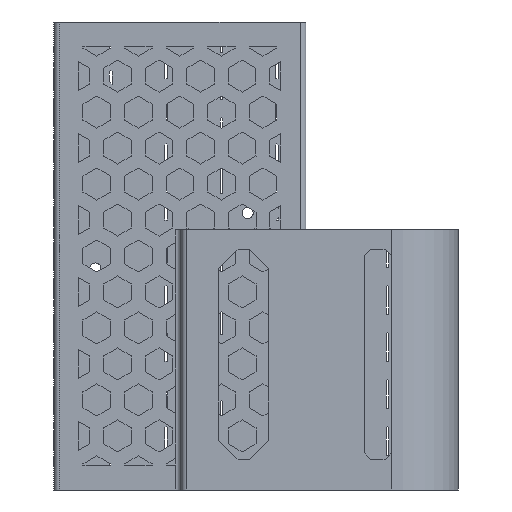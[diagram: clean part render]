
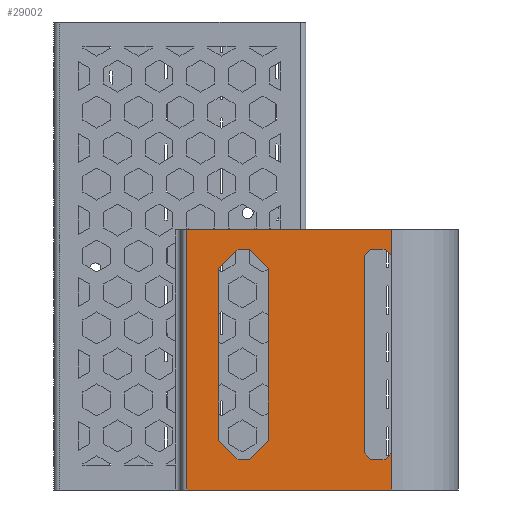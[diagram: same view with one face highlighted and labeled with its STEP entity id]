
A CAD part, front view. The second image highlights one B-rep face of the part: STEP entity #29002.
In plain terms, the highlighted planar face has unit normal (0, -1, 0).
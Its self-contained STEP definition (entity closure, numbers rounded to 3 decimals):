
#231=FACE_BOUND('',#3223,.T.);
#1644=FACE_OUTER_BOUND('',#3222,.T.);
#3222=EDGE_LOOP('',(#24000,#24001,#24002,#24003,#24004,#24005,#24006,#24007,
#24008,#24009,#24010,#24011));
#3223=EDGE_LOOP('',(#24012,#24013,#24014,#24015,#24016,#24017,#24018,#24019));
#3776=LINE('',#37641,#7772);
#7187=LINE('',#44541,#11183);
#7188=LINE('',#44544,#11184);
#7189=LINE('',#44546,#11185);
#7190=LINE('',#44548,#11186);
#7191=LINE('',#44550,#11187);
#7192=LINE('',#44552,#11188);
#7193=LINE('',#44554,#11189);
#7194=LINE('',#44556,#11190);
#7195=LINE('',#44558,#11191);
#7196=LINE('',#44560,#11192);
#7197=LINE('',#44561,#11193);
#7198=LINE('',#44564,#11194);
#7199=LINE('',#44566,#11195);
#7200=LINE('',#44568,#11196);
#7201=LINE('',#44570,#11197);
#7202=LINE('',#44572,#11198);
#7203=LINE('',#44574,#11199);
#7204=LINE('',#44576,#11200);
#7205=LINE('',#44577,#11201);
#7772=VECTOR('',#30771,10.);
#11183=VECTOR('',#36416,10.);
#11184=VECTOR('',#36419,10.);
#11185=VECTOR('',#36420,10.);
#11186=VECTOR('',#36421,10.);
#11187=VECTOR('',#36422,10.);
#11188=VECTOR('',#36423,10.);
#11189=VECTOR('',#36424,10.);
#11190=VECTOR('',#36425,10.);
#11191=VECTOR('',#36426,10.);
#11192=VECTOR('',#36427,10.);
#11193=VECTOR('',#36428,10.);
#11194=VECTOR('',#36429,10.);
#11195=VECTOR('',#36430,10.);
#11196=VECTOR('',#36431,10.);
#11197=VECTOR('',#36432,10.);
#11198=VECTOR('',#36433,10.);
#11199=VECTOR('',#36434,10.);
#11200=VECTOR('',#36435,10.);
#11201=VECTOR('',#36436,10.);
#11771=VERTEX_POINT('',#37638);
#11772=VERTEX_POINT('',#37640);
#14144=VERTEX_POINT('',#44539);
#14145=VERTEX_POINT('',#44543);
#14146=VERTEX_POINT('',#44545);
#14147=VERTEX_POINT('',#44547);
#14148=VERTEX_POINT('',#44549);
#14149=VERTEX_POINT('',#44551);
#14150=VERTEX_POINT('',#44553);
#14151=VERTEX_POINT('',#44555);
#14152=VERTEX_POINT('',#44557);
#14153=VERTEX_POINT('',#44559);
#14154=VERTEX_POINT('',#44562);
#14155=VERTEX_POINT('',#44563);
#14156=VERTEX_POINT('',#44565);
#14157=VERTEX_POINT('',#44567);
#14158=VERTEX_POINT('',#44569);
#14159=VERTEX_POINT('',#44571);
#14160=VERTEX_POINT('',#44573);
#14161=VERTEX_POINT('',#44575);
#14444=EDGE_CURVE('',#11771,#11772,#3776,.T.);
#17893=EDGE_CURVE('',#14144,#11771,#7187,.T.);
#17894=EDGE_CURVE('',#14145,#14144,#7188,.T.);
#17895=EDGE_CURVE('',#14145,#14146,#7189,.T.);
#17896=EDGE_CURVE('',#14146,#14147,#7190,.F.);
#17897=EDGE_CURVE('',#14147,#14148,#7191,.T.);
#17898=EDGE_CURVE('',#14149,#14148,#7192,.T.);
#17899=EDGE_CURVE('',#14149,#14150,#7193,.T.);
#17900=EDGE_CURVE('',#14151,#14150,#7194,.T.);
#17901=EDGE_CURVE('',#14151,#14152,#7195,.T.);
#17902=EDGE_CURVE('',#14153,#14152,#7196,.T.);
#17903=EDGE_CURVE('',#14153,#11772,#7197,.T.);
#17904=EDGE_CURVE('',#14154,#14155,#7198,.T.);
#17905=EDGE_CURVE('',#14156,#14155,#7199,.T.);
#17906=EDGE_CURVE('',#14156,#14157,#7200,.T.);
#17907=EDGE_CURVE('',#14158,#14157,#7201,.T.);
#17908=EDGE_CURVE('',#14158,#14159,#7202,.T.);
#17909=EDGE_CURVE('',#14160,#14159,#7203,.T.);
#17910=EDGE_CURVE('',#14160,#14161,#7204,.T.);
#17911=EDGE_CURVE('',#14154,#14161,#7205,.T.);
#24000=ORIENTED_EDGE('',*,*,#17893,.F.);
#24001=ORIENTED_EDGE('',*,*,#17894,.F.);
#24002=ORIENTED_EDGE('',*,*,#17895,.T.);
#24003=ORIENTED_EDGE('',*,*,#17896,.T.);
#24004=ORIENTED_EDGE('',*,*,#17897,.T.);
#24005=ORIENTED_EDGE('',*,*,#17898,.F.);
#24006=ORIENTED_EDGE('',*,*,#17899,.T.);
#24007=ORIENTED_EDGE('',*,*,#17900,.F.);
#24008=ORIENTED_EDGE('',*,*,#17901,.T.);
#24009=ORIENTED_EDGE('',*,*,#17902,.F.);
#24010=ORIENTED_EDGE('',*,*,#17903,.T.);
#24011=ORIENTED_EDGE('',*,*,#14444,.F.);
#24012=ORIENTED_EDGE('',*,*,#17904,.T.);
#24013=ORIENTED_EDGE('',*,*,#17905,.F.);
#24014=ORIENTED_EDGE('',*,*,#17906,.T.);
#24015=ORIENTED_EDGE('',*,*,#17907,.F.);
#24016=ORIENTED_EDGE('',*,*,#17908,.T.);
#24017=ORIENTED_EDGE('',*,*,#17909,.F.);
#24018=ORIENTED_EDGE('',*,*,#17910,.T.);
#24019=ORIENTED_EDGE('',*,*,#17911,.F.);
#27651=PLANE('',#30433);
#29002=ADVANCED_FACE('',(#1644,#231),#27651,.T.);
#30433=AXIS2_PLACEMENT_3D('',#44542,#36417,#36418);
#30771=DIRECTION('',(1.,0.,0.));
#36416=DIRECTION('',(0.,0.,1.));
#36417=DIRECTION('center_axis',(0.,-1.,0.));
#36418=DIRECTION('ref_axis',(1.,0.,0.));
#36419=DIRECTION('',(-1.,0.,0.));
#36420=DIRECTION('',(0.,0.,1.));
#36421=DIRECTION('',(0.707,0.,0.707));
#36422=DIRECTION('',(-1.,0.,0.));
#36423=DIRECTION('',(0.707,0.,-0.707));
#36424=DIRECTION('',(0.,0.,1.));
#36425=DIRECTION('',(-0.707,0.,-0.707));
#36426=DIRECTION('',(1.,0.,0.));
#36427=DIRECTION('',(-0.707,0.,0.707));
#36428=DIRECTION('',(0.,0.,1.));
#36429=DIRECTION('',(1.,0.,0.));
#36430=DIRECTION('',(-0.707,0.,0.707));
#36431=DIRECTION('',(0.,0.,-1.));
#36432=DIRECTION('',(0.707,0.,0.707));
#36433=DIRECTION('',(-1.,0.,0.));
#36434=DIRECTION('',(0.707,0.,-0.707));
#36435=DIRECTION('',(0.,0.,1.));
#36436=DIRECTION('',(-0.707,0.,-0.707));
#37638=CARTESIAN_POINT('',(45.,-68.,90.));
#37640=CARTESIAN_POINT('',(119.,-68.,90.));
#37641=CARTESIAN_POINT('',(43.,-68.,90.));
#44539=CARTESIAN_POINT('',(45.,-68.,-4.));
#44541=CARTESIAN_POINT('',(45.,-68.,0.));
#44542=CARTESIAN_POINT('Origin',(43.,-68.,0.));
#44543=CARTESIAN_POINT('',(119.,-68.,-4.));
#44544=CARTESIAN_POINT('',(43.,-68.,-4.));
#44545=CARTESIAN_POINT('',(119.,-68.,9.4));
#44546=CARTESIAN_POINT('',(119.,-68.,0.));
#44547=CARTESIAN_POINT('',(116.6,-68.,7.));
#44548=CARTESIAN_POINT('',(97.05,-68.,-12.55));
#44549=CARTESIAN_POINT('',(111.4,-68.,7.));
#44550=CARTESIAN_POINT('',(76.,-68.,7.));
#44551=CARTESIAN_POINT('',(109.,-68.,9.4));
#44552=CARTESIAN_POINT('',(95.45,-68.,22.95));
#44553=CARTESIAN_POINT('',(109.,-68.,80.6));
#44554=CARTESIAN_POINT('',(109.,-68.,41.5));
#44555=CARTESIAN_POINT('',(111.4,-68.,83.));
#44556=CARTESIAN_POINT('',(72.95,-68.,44.55));
#44557=CARTESIAN_POINT('',(116.6,-68.,83.));
#44558=CARTESIAN_POINT('',(81.,-68.,83.));
#44559=CARTESIAN_POINT('',(119.,-68.,80.6));
#44560=CARTESIAN_POINT('',(119.55,-68.,80.05));
#44561=CARTESIAN_POINT('',(119.,-68.,0.));
#44562=CARTESIAN_POINT('',(63.5,-68.,83.));
#44563=CARTESIAN_POINT('',(67.5,-68.,83.));
#44564=CARTESIAN_POINT('',(58.75,-68.,83.));
#44565=CARTESIAN_POINT('',(74.5,-68.,76.));
#44566=CARTESIAN_POINT('',(83.875,-68.,66.625));
#44567=CARTESIAN_POINT('',(74.5,-68.,14.));
#44568=CARTESIAN_POINT('',(74.5,-68.,3.5));
#44569=CARTESIAN_POINT('',(67.5,-68.,7.));
#44570=CARTESIAN_POINT('',(61.375,-68.,0.875));
#44571=CARTESIAN_POINT('',(63.5,-68.,7.));
#44572=CARTESIAN_POINT('',(49.75,-68.,7.));
#44573=CARTESIAN_POINT('',(56.5,-68.,14.));
#44574=CARTESIAN_POINT('',(58.375,-68.,12.125));
#44575=CARTESIAN_POINT('',(56.5,-68.,76.));
#44576=CARTESIAN_POINT('',(56.5,-68.,41.5));
#44577=CARTESIAN_POINT('',(35.875,-68.,55.375));
